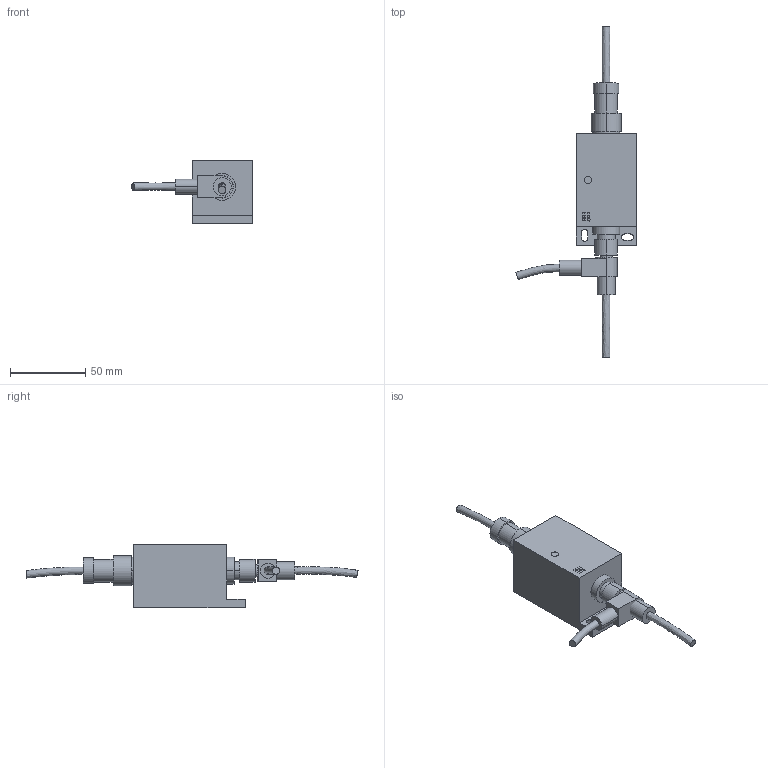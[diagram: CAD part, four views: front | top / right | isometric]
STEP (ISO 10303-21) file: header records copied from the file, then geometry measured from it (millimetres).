
FILE_DESCRIPTION((''),'2;1');
FILE_NAME('OLV IBS.stp','2004-10-01T09:57:15',('g'),(''),'Autodesk Inventor 8','Autodesk Inventor 8','');
FILE_SCHEMA(('AUTOMOTIVE_DESIGN { 1 0 10303 214 1 1 1 1 }'));
Length unit declared in the file: millimetre
Products named in the file (5): OLV IBS; WRB; SteckerM12_gerade; SteckerM12_abgewinkelt
Assembly tree (4 placements, depth 2):
  OLV IBS
    OLV IBS
    WRB
    SteckerM12_gerade
    SteckerM12_abgewinkelt
Bounding box: 80.09 x 220.9 x 42 mm (x, y, z)
Volume: 132461.1 mm3; surface area: 24735.6 mm2
Topology: 4 solids, 4 shells, 163 faces, 368 edges, 244 vertices
Faces by surface type: plane 126, cylinder 34, bspline 3
Entity records: 4806 total; most frequent: CARTESIAN_POINT 952, DIRECTION 771, ORIENTED_EDGE 736, EDGE_CURVE 368, VECTOR 291, LINE 291, VERTEX_POINT 244, AXIS2_PLACEMENT_3D 240
